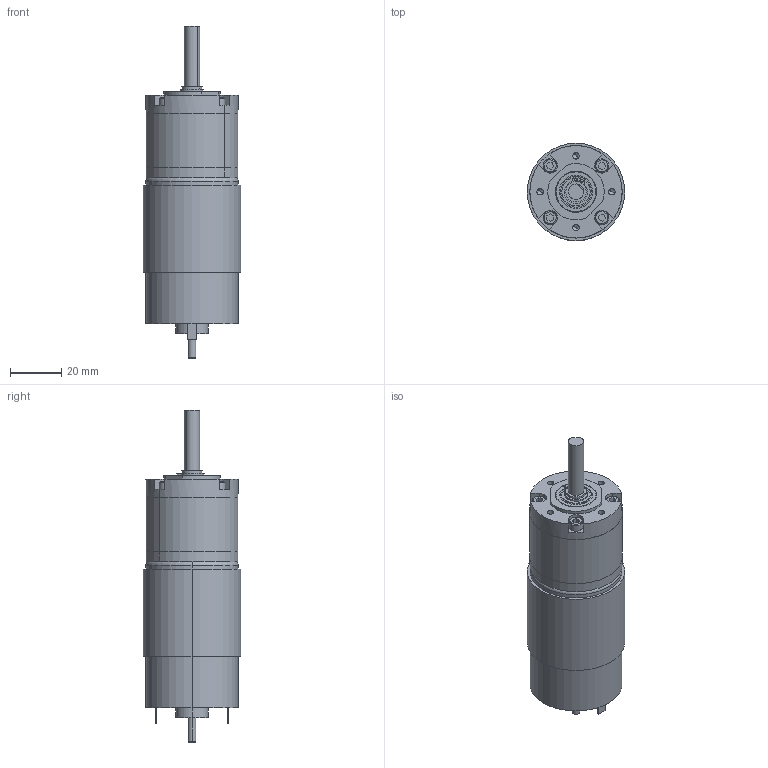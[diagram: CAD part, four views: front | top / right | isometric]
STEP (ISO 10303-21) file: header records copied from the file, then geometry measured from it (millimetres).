
FILE_DESCRIPTION (( 'STEP AP214' ), '1' );
FILE_NAME ('am-3637_ne NeveRest Orbital 20 Gearmotor No Encoder.STEP', '2017-12-11T14:13:26', ( '' ), ( '' ), 'SwSTEP 2.0', 'SolidWorks 2017', '' );
FILE_SCHEMA (( 'AUTOMOTIVE_DESIGN' ));
Length unit declared in the file: inch
Products named in the file (16): am-3104_ne NeveRest Motor No Encoder; am-3637_ne NeveRest Orbital 20 Gearmotor No Encoder; Shim; 97633A150_BLACK-FINISH STEEL EXTERNAL RETAINING RING_97633A150_grv; 7804K117_STAINLESS STEEL BALL BEARING_7804K117; SHCS M3 x 16mm; NeveRest orbital 2 stage Gearbox; 97633A150_BLACK-FINISH STEEL EXTERNAL RETAINING RING; 7804K117_STAINLESS STEEL BALL BEARING
Assembly tree (9 placements, depth 2):
  am-3104_ne NeveRest Motor No Encoder
  am-3637_ne NeveRest Orbital 20 Gearmotor No Encoder
    am-3104_ne NeveRest Motor No Encoder
    NeveRest orbital 2 stage Gearbox
    SHCS M3 x 16mm  x4
    7804K117_STAINLESS STEEL BALL BEARING_7804K117
    97633A150_BLACK-FINISH STEEL EXTERNAL RETAINING RING_97633A150_grv
    Shim
  Shim
  97633A150_BLACK-FINISH STEEL EXTERNAL RETAINING RING
  7804K117_STAINLESS STEEL BALL BEARING
Bounding box: 38 x 38 x 129.53 mm (x, y, z)
Volume: 94555.6 mm3; surface area: 20929.3 mm2
Topology: 24 solids, 24 shells, 314 faces, 725 edges, 464 vertices
Faces by surface type: cylinder 125, plane 111, cone 42, sphere 24, torus 12
Entity records: 8556 total; most frequent: DIRECTION 1361, CARTESIAN_POINT 1148, ORIENTED_EDGE 1062, AXIS2_PLACEMENT_3D 563, EDGE_CURVE 531, VERTEX_POINT 350, EDGE_LOOP 307, CIRCLE 296
